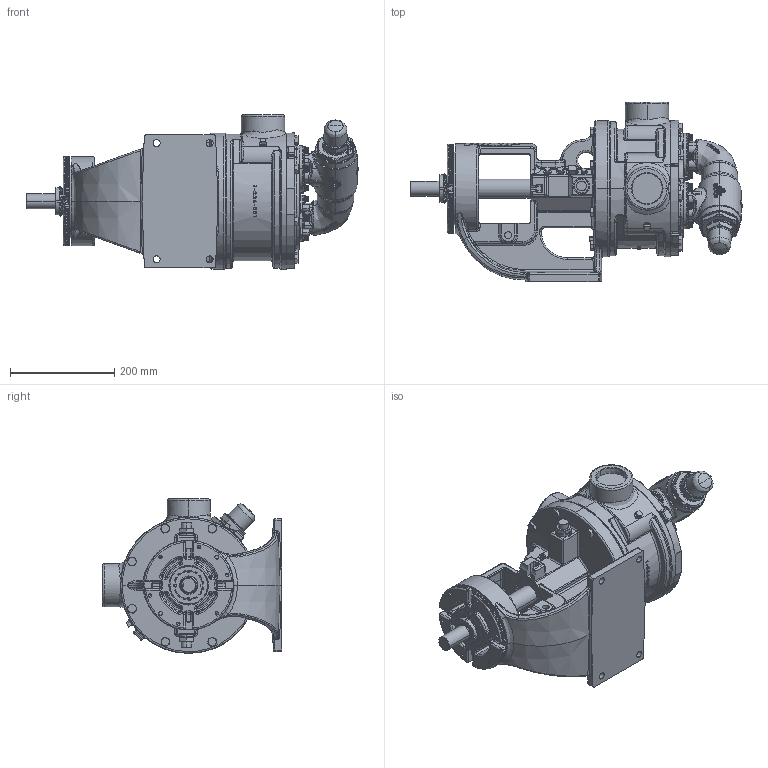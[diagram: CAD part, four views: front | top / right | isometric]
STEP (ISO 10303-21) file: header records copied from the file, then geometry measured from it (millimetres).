
FILE_DESCRIPTION (( 'STEP AP214' ), '1' );
FILE_NAME ('L124E.STEP', '2018-01-30T14:37:45', ( '' ), ( '' ), 'SwSTEP 2.0', 'SolidWorks 2017', '' );
FILE_SCHEMA (( 'AUTOMOTIVE_DESIGN' ));
Length unit declared in the file: inch
Products named in the file (2): L124E
Bounding box: 635.71 x 342.9 x 295.66 mm (x, y, z)
Volume: 13678290.3 mm3; surface area: 813025.9 mm2
Topology: 1 solids, 1 shells, 4393 faces, 11344 edges, 6981 vertices
Faces by surface type: plane 1375, bspline 1303, cylinder 852, cone 843, torus 20
Entity records: 291464 total; most frequent: CARTESIAN_POINT 164509, ORIENTED_EDGE 22402, DIRECTION 16858, EDGE_CURVE 11201, VERTEX_POINT 6981, AXIS2_PLACEMENT_3D 6614, EDGE_LOOP 4636, FACE_OUTER_BOUND 4393
